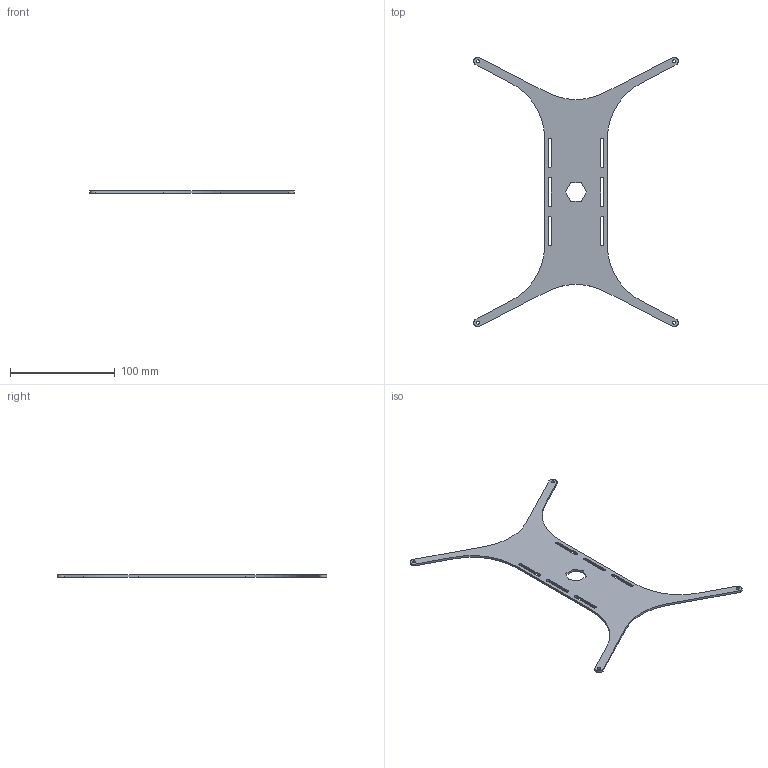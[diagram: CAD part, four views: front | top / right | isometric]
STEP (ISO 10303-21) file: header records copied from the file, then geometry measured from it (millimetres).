
FILE_DESCRIPTION(/* description */ (''),/* implementation_level */ '2;1');
FILE_NAME(/* name */ 'BatteryLandingGear.step',/* time_stamp */ '2023-05-24T17:35:30+08:00',/* author */ (''),/* organization */ (''),/* preprocessor_version */ 'ST-DEVELOPER v19.2',/* originating_system */ 'Autodesk Translation Framework v12.4.0.73',/* authorisation */ '');
FILE_SCHEMA (('AUTOMOTIVE_DESIGN { 1 0 10303 214 3 1 1 }'));
Length unit declared in the file: millimetre
Products named in the file (1): BatteryLandingGear 
Bounding box: 195.54 x 257.99 x 2 mm (x, y, z)
Volume: 26835 mm3; surface area: 29884.9 mm2
Topology: 1 solids, 1 shells, 56 faces, 162 edges, 108 vertices
Faces by surface type: plane 30, cylinder 26
Full cylindrical faces by diameter (mm): 3 x4
Entity records: 1942 total; most frequent: DIRECTION 328, CARTESIAN_POINT 327, ORIENTED_EDGE 324, EDGE_CURVE 162, LINE 110, VECTOR 110, AXIS2_PLACEMENT_3D 109, VERTEX_POINT 108
